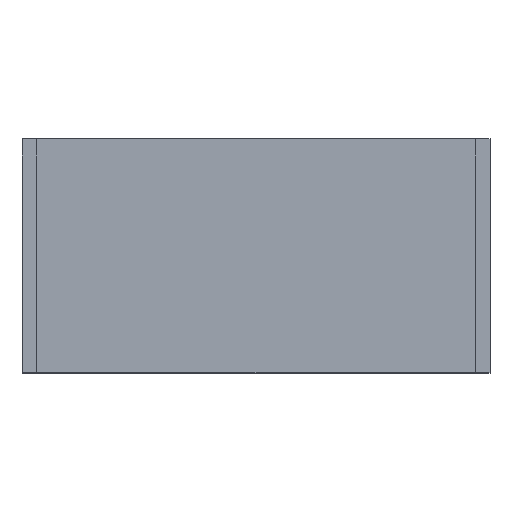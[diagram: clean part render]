
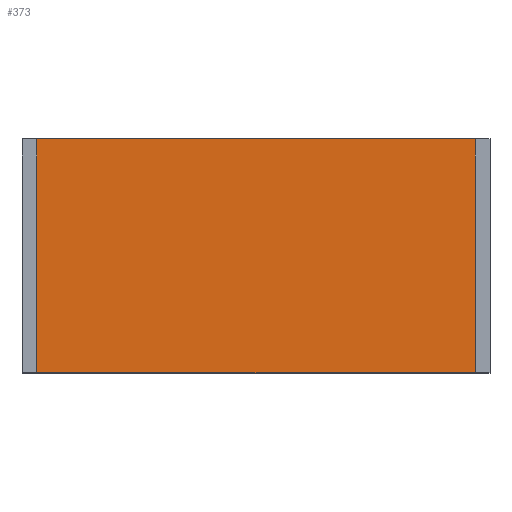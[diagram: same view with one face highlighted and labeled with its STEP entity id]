
A CAD part, top view. The second image highlights one B-rep face of the part: STEP entity #373.
In plain terms, the highlighted face is planar.
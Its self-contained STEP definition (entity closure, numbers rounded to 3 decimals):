
#13 = DIRECTION ( 'NONE',  ( 1., 0., 0. ) ) ;
#44 = ORIENTED_EDGE ( 'NONE', *, *, #453, .T. ) ;
#49 = EDGE_CURVE ( 'NONE', #121, #251, #205, .T. ) ;
#73 = DIRECTION ( 'NONE',  ( 0., 0., 1. ) ) ;
#97 = CARTESIAN_POINT ( 'NONE',  ( 0., 0.005, -1.6 ) ) ;
#100 = DIRECTION ( 'NONE',  ( 0., 1., 0. ) ) ;
#121 = VERTEX_POINT ( 'NONE', #688 ) ;
#143 = VECTOR ( 'NONE', #327, 1000. ) ;
#144 = VERTEX_POINT ( 'NONE', #639 ) ;
#194 = CARTESIAN_POINT ( 'NONE',  ( 0., 0.005, -1.6 ) ) ;
#205 = LINE ( 'NONE', #583, #641 ) ;
#215 = CARTESIAN_POINT ( 'NONE',  ( -3., 0.005, 0. ) ) ;
#225 = LINE ( 'NONE', #277, #684 ) ;
#228 = DIRECTION ( 'NONE',  ( 0., 0., -1. ) ) ;
#251 = VERTEX_POINT ( 'NONE', #215 ) ;
#256 = LINE ( 'NONE', #194, #143 ) ;
#277 = CARTESIAN_POINT ( 'NONE',  ( 0., 0.005, 0. ) ) ;
#327 = DIRECTION ( 'NONE',  ( -1., 0., 0. ) ) ;
#373 = ADVANCED_FACE ( 'NONE', ( #555 ), #550, .T. ) ;
#391 = AXIS2_PLACEMENT_3D ( 'NONE', #598, #100, #73 ) ;
#401 = ORIENTED_EDGE ( 'NONE', *, *, #674, .T. ) ;
#426 = ORIENTED_EDGE ( 'NONE', *, *, #49, .T. ) ;
#437 = EDGE_CURVE ( 'NONE', #251, #144, #695, .T. ) ;
#447 = ORIENTED_EDGE ( 'NONE', *, *, #437, .T. ) ;
#453 = EDGE_CURVE ( 'NONE', #499, #121, #256, .T. ) ;
#462 = CARTESIAN_POINT ( 'NONE',  ( 0., 0.005, 0. ) ) ;
#499 = VERTEX_POINT ( 'NONE', #97 ) ;
#550 = PLANE ( 'NONE',  #391 ) ;
#555 = FACE_OUTER_BOUND ( 'NONE', #682, .T. ) ;
#559 = DIRECTION ( 'NONE',  ( 0., 0., 1. ) ) ;
#583 = CARTESIAN_POINT ( 'NONE',  ( -3., 0.005, 0. ) ) ;
#593 = VECTOR ( 'NONE', #13, 1000. ) ;
#598 = CARTESIAN_POINT ( 'NONE',  ( 0., 0.005, 0. ) ) ;
#639 = CARTESIAN_POINT ( 'NONE',  ( 0., 0.005, 0. ) ) ;
#641 = VECTOR ( 'NONE', #559, 1000. ) ;
#674 = EDGE_CURVE ( 'NONE', #144, #499, #225, .T. ) ;
#682 = EDGE_LOOP ( 'NONE', ( #401, #44, #426, #447 ) ) ;
#684 = VECTOR ( 'NONE', #228, 1000. ) ;
#688 = CARTESIAN_POINT ( 'NONE',  ( -3., 0.005, -1.6 ) ) ;
#695 = LINE ( 'NONE', #462, #593 ) ;
